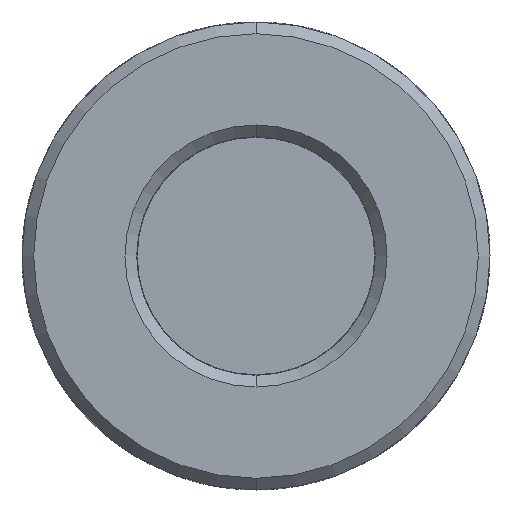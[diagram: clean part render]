
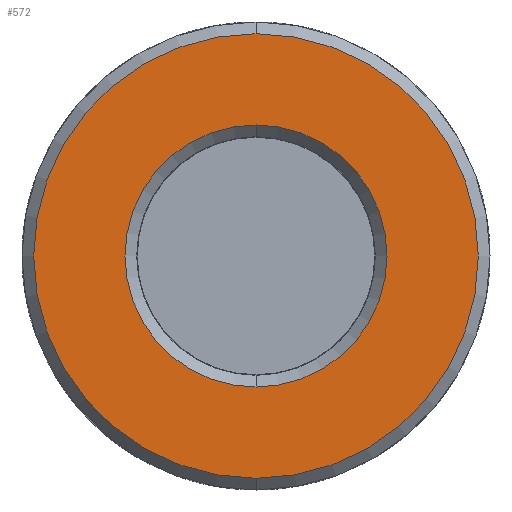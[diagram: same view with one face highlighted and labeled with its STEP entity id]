
A CAD part, front view. The second image highlights one B-rep face of the part: STEP entity #572.
In plain terms, the highlighted planar face has unit normal (0, -1, 0).
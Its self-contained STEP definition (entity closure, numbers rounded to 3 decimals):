
#19 = EDGE_CURVE ( 'NONE', #1757, #1472, #1511, .T. ) ;
#24 = CARTESIAN_POINT ( 'NONE',  ( 0., 0., 0. ) ) ;
#49 = PLANE ( 'NONE',  #919 ) ;
#57 = FACE_OUTER_BOUND ( 'NONE', #178, .T. ) ;
#103 = VERTEX_POINT ( 'NONE', #372 ) ;
#108 = DIRECTION ( 'NONE',  ( 0., 1., 0. ) ) ;
#178 = EDGE_LOOP ( 'NONE', ( #921, #225 ) ) ;
#211 = CARTESIAN_POINT ( 'NONE',  ( 0., 0., 9.5 ) ) ;
#215 = EDGE_CURVE ( 'NONE', #1845, #103, #1818, .T. ) ;
#225 = ORIENTED_EDGE ( 'NONE', *, *, #837, .T. ) ;
#233 = CIRCLE ( 'NONE', #1481, 9.5 ) ;
#258 = CARTESIAN_POINT ( 'NONE',  ( 0., 0., 5.6 ) ) ;
#267 = CARTESIAN_POINT ( 'NONE',  ( 0., 0., 0. ) ) ;
#339 = CIRCLE ( 'NONE', #1707, 5.6 ) ;
#372 = CARTESIAN_POINT ( 'NONE',  ( 0., 0., -5.6 ) ) ;
#387 = DIRECTION ( 'NONE',  ( 0., 1., 0. ) ) ;
#572 = ADVANCED_FACE ( 'NONE', ( #57, #907 ), #49, .F. ) ;
#648 = EDGE_LOOP ( 'NONE', ( #846, #1331 ) ) ;
#714 = DIRECTION ( 'NONE',  ( 0., -1., 0. ) ) ;
#837 = EDGE_CURVE ( 'NONE', #1472, #1757, #233, .T. ) ;
#846 = ORIENTED_EDGE ( 'NONE', *, *, #1823, .T. ) ;
#854 = DIRECTION ( 'NONE',  ( 0., 0., 1. ) ) ;
#907 = FACE_BOUND ( 'NONE', #648, .T. ) ;
#919 = AXIS2_PLACEMENT_3D ( 'NONE', #24, #1655, #934 ) ;
#921 = ORIENTED_EDGE ( 'NONE', *, *, #19, .T. ) ;
#934 = DIRECTION ( 'NONE',  ( 0., 0., 1. ) ) ;
#982 = DIRECTION ( 'NONE',  ( 0., 0., 1. ) ) ;
#1020 = DIRECTION ( 'NONE',  ( 0., -1., 0. ) ) ;
#1132 = DIRECTION ( 'NONE',  ( 0., 0., 1. ) ) ;
#1148 = AXIS2_PLACEMENT_3D ( 'NONE', #1417, #108, #1578 ) ;
#1260 = CARTESIAN_POINT ( 'NONE',  ( 0., 0., -9.5 ) ) ;
#1331 = ORIENTED_EDGE ( 'NONE', *, *, #215, .T. ) ;
#1417 = CARTESIAN_POINT ( 'NONE',  ( 0., 0., 0. ) ) ;
#1472 = VERTEX_POINT ( 'NONE', #1260 ) ;
#1481 = AXIS2_PLACEMENT_3D ( 'NONE', #267, #1020, #1132 ) ;
#1511 = CIRCLE ( 'NONE', #1603, 9.5 ) ;
#1578 = DIRECTION ( 'NONE',  ( 0., 0., 1. ) ) ;
#1580 = CARTESIAN_POINT ( 'NONE',  ( 0., 0., 0. ) ) ;
#1603 = AXIS2_PLACEMENT_3D ( 'NONE', #1580, #714, #854 ) ;
#1655 = DIRECTION ( 'NONE',  ( 0., 1., 0. ) ) ;
#1666 = CARTESIAN_POINT ( 'NONE',  ( 0., 0., 0. ) ) ;
#1707 = AXIS2_PLACEMENT_3D ( 'NONE', #1666, #387, #982 ) ;
#1757 = VERTEX_POINT ( 'NONE', #211 ) ;
#1818 = CIRCLE ( 'NONE', #1148, 5.6 ) ;
#1823 = EDGE_CURVE ( 'NONE', #103, #1845, #339, .T. ) ;
#1845 = VERTEX_POINT ( 'NONE', #258 ) ;
